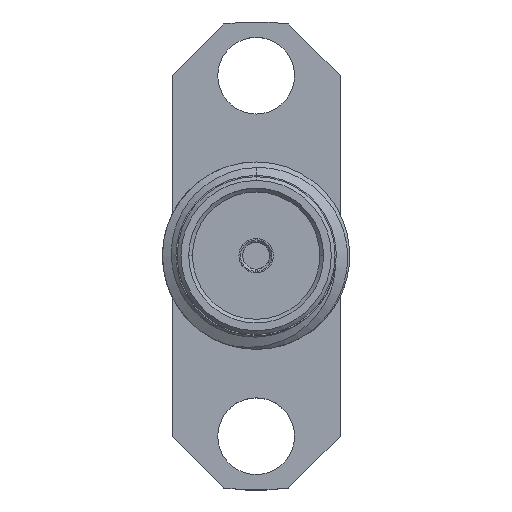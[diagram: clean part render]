
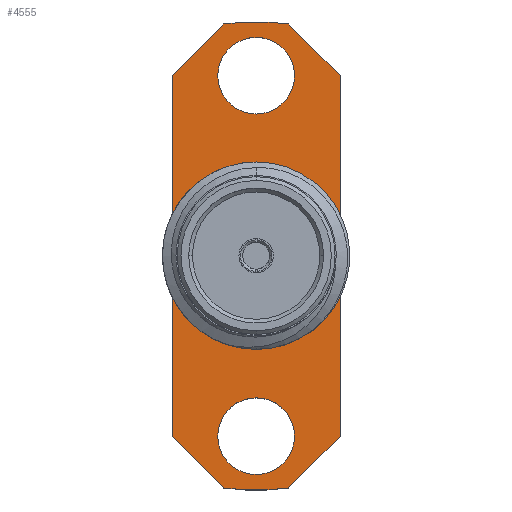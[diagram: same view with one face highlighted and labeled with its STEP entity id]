
A CAD part, top view. The second image highlights one B-rep face of the part: STEP entity #4555.
In plain terms, the highlighted planar face has unit normal (0, 0, 1).
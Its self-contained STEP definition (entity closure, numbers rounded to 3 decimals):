
#36 = AXIS2_PLACEMENT_3D ( 'NONE', #4877, #1441, #2649 ) ;
#70 = VERTEX_POINT ( 'NONE', #4301 ) ;
#74 = CARTESIAN_POINT ( 'NONE',  ( -2.85, 6.11, 0. ) ) ;
#149 = CIRCLE ( 'NONE', #4291, 1.3 ) ;
#169 = CARTESIAN_POINT ( 'NONE',  ( 2.85, -6.11, 0. ) ) ;
#177 = VERTEX_POINT ( 'NONE', #4382 ) ;
#180 = LINE ( 'NONE', #4737, #295 ) ;
#220 = AXIS2_PLACEMENT_3D ( 'NONE', #303, #1836, #2971 ) ;
#256 = CARTESIAN_POINT ( 'NONE',  ( 0., 0., 0. ) ) ;
#295 = VECTOR ( 'NONE', #3605, 1000. ) ;
#303 = CARTESIAN_POINT ( 'NONE',  ( 0., 6.11, 0. ) ) ;
#367 = AXIS2_PLACEMENT_3D ( 'NONE', #3148, #924, #2786 ) ;
#414 = CARTESIAN_POINT ( 'NONE',  ( -1.3, -6.11, 0. ) ) ;
#418 = VERTEX_POINT ( 'NONE', #74 ) ;
#460 = ORIENTED_EDGE ( 'NONE', *, *, #2082, .F. ) ;
#545 = EDGE_CURVE ( 'NONE', #2355, #3119, #4848, .T. ) ;
#561 = VERTEX_POINT ( 'NONE', #913 ) ;
#576 = VERTEX_POINT ( 'NONE', #3529 ) ;
#585 = CARTESIAN_POINT ( 'NONE',  ( 1.096, -7.864, 0. ) ) ;
#614 = EDGE_CURVE ( 'NONE', #3119, #2293, #180, .T. ) ;
#619 = DIRECTION ( 'NONE',  ( 0., 0., 1. ) ) ;
#701 = EDGE_LOOP ( 'NONE', ( #3896, #3878 ) ) ;
#770 = DIRECTION ( 'NONE',  ( -0.707, -0.707, 0. ) ) ;
#819 = LINE ( 'NONE', #3788, #2826 ) ;
#881 = VECTOR ( 'NONE', #770, 1000. ) ;
#913 = CARTESIAN_POINT ( 'NONE',  ( -1.096, -7.864, 0. ) ) ;
#924 = DIRECTION ( 'NONE',  ( 0., 0., 1. ) ) ;
#928 = VERTEX_POINT ( 'NONE', #4247 ) ;
#993 = CIRCLE ( 'NONE', #4833, 7.94 ) ;
#1050 = ORIENTED_EDGE ( 'NONE', *, *, #2135, .T. ) ;
#1115 = DIRECTION ( 'NONE',  ( 1., 0., 0. ) ) ;
#1145 = ORIENTED_EDGE ( 'NONE', *, *, #1724, .F. ) ;
#1262 = CARTESIAN_POINT ( 'NONE',  ( 2.825, 0., 0. ) ) ;
#1368 = ORIENTED_EDGE ( 'NONE', *, *, #3122, .F. ) ;
#1413 = DIRECTION ( 'NONE',  ( 1., 0., 0. ) ) ;
#1441 = DIRECTION ( 'NONE',  ( 0., 0., 1. ) ) ;
#1458 = ORIENTED_EDGE ( 'NONE', *, *, #2236, .F. ) ;
#1528 = AXIS2_PLACEMENT_3D ( 'NONE', #3274, #3994, #2869 ) ;
#1590 = VECTOR ( 'NONE', #2290, 1000. ) ;
#1618 = ORIENTED_EDGE ( 'NONE', *, *, #3493, .F. ) ;
#1724 = EDGE_CURVE ( 'NONE', #70, #2814, #3937, .T. ) ;
#1743 = VERTEX_POINT ( 'NONE', #3294 ) ;
#1836 = DIRECTION ( 'NONE',  ( 0., 0., 1. ) ) ;
#1842 = EDGE_CURVE ( 'NONE', #928, #3116, #149, .T. ) ;
#1941 = CARTESIAN_POINT ( 'NONE',  ( 2.85, -6.11, 0. ) ) ;
#1962 = CARTESIAN_POINT ( 'NONE',  ( 2.85, 6.11, 0. ) ) ;
#1991 = CARTESIAN_POINT ( 'NONE',  ( 0., 0., 0. ) ) ;
#2025 = ORIENTED_EDGE ( 'NONE', *, *, #2961, .T. ) ;
#2042 = ORIENTED_EDGE ( 'NONE', *, *, #2108, .T. ) ;
#2082 = EDGE_CURVE ( 'NONE', #561, #2630, #819, .T. ) ;
#2108 = EDGE_CURVE ( 'NONE', #1743, #576, #993, .T. ) ;
#2135 = EDGE_CURVE ( 'NONE', #576, #418, #3871, .T. ) ;
#2236 = EDGE_CURVE ( 'NONE', #4281, #177, #2531, .T. ) ;
#2245 = CARTESIAN_POINT ( 'NONE',  ( -2.85, -7.411, 0. ) ) ;
#2260 = CIRCLE ( 'NONE', #2627, 1.3 ) ;
#2290 = DIRECTION ( 'NONE',  ( 0.707, -0.707, 0. ) ) ;
#2293 = VERTEX_POINT ( 'NONE', #3513 ) ;
#2355 = VERTEX_POINT ( 'NONE', #585 ) ;
#2380 = ORIENTED_EDGE ( 'NONE', *, *, #545, .T. ) ;
#2394 = CIRCLE ( 'NONE', #4873, 2.825 ) ;
#2440 = FACE_BOUND ( 'NONE', #2975, .T. ) ;
#2531 = CIRCLE ( 'NONE', #367, 2.825 ) ;
#2550 = FACE_BOUND ( 'NONE', #4131, .T. ) ;
#2627 = AXIS2_PLACEMENT_3D ( 'NONE', #3714, #4505, #3036 ) ;
#2630 = VERTEX_POINT ( 'NONE', #3366 ) ;
#2649 = DIRECTION ( 'NONE',  ( 1., 0., 0. ) ) ;
#2786 = DIRECTION ( 'NONE',  ( 1., 0., 0. ) ) ;
#2814 = VERTEX_POINT ( 'NONE', #3525 ) ;
#2826 = VECTOR ( 'NONE', #3474, 1000. ) ;
#2869 = DIRECTION ( 'NONE',  ( 1., 0., 0. ) ) ;
#2874 = CIRCLE ( 'NONE', #4901, 7.94 ) ;
#2911 = DIRECTION ( 'NONE',  ( 0., 0., 1. ) ) ;
#2961 = EDGE_CURVE ( 'NONE', #561, #2355, #2874, .T. ) ;
#2971 = DIRECTION ( 'NONE',  ( 1., 0., 0. ) ) ;
#2975 = EDGE_LOOP ( 'NONE', ( #1145, #4495 ) ) ;
#3036 = DIRECTION ( 'NONE',  ( 1., 0., 0. ) ) ;
#3073 = LINE ( 'NONE', #2245, #3183 ) ;
#3085 = EDGE_LOOP ( 'NONE', ( #2380, #4269, #1368, #2042, #1050, #4029, #460, #2025 ) ) ;
#3116 = VERTEX_POINT ( 'NONE', #414 ) ;
#3119 = VERTEX_POINT ( 'NONE', #1941 ) ;
#3122 = EDGE_CURVE ( 'NONE', #1743, #2293, #4561, .T. ) ;
#3148 = CARTESIAN_POINT ( 'NONE',  ( 0., 0., 0. ) ) ;
#3183 = VECTOR ( 'NONE', #4118, 1000. ) ;
#3207 = DIRECTION ( 'NONE',  ( 0.707, 0.707, 0. ) ) ;
#3256 = CIRCLE ( 'NONE', #220, 1.3 ) ;
#3274 = CARTESIAN_POINT ( 'NONE',  ( 0., 6.11, 0. ) ) ;
#3294 = CARTESIAN_POINT ( 'NONE',  ( 1.096, 7.864, 0. ) ) ;
#3310 = CARTESIAN_POINT ( 'NONE',  ( 0., -6.11, 0. ) ) ;
#3366 = CARTESIAN_POINT ( 'NONE',  ( -2.85, -6.11, 0. ) ) ;
#3421 = FACE_BOUND ( 'NONE', #701, .T. ) ;
#3474 = DIRECTION ( 'NONE',  ( -0.707, 0.707, 0. ) ) ;
#3493 = EDGE_CURVE ( 'NONE', #177, #4281, #2394, .T. ) ;
#3513 = CARTESIAN_POINT ( 'NONE',  ( 2.85, 6.11, 0. ) ) ;
#3525 = CARTESIAN_POINT ( 'NONE',  ( -1.3, 6.11, 0. ) ) ;
#3529 = CARTESIAN_POINT ( 'NONE',  ( -1.096, 7.864, 0. ) ) ;
#3539 = EDGE_CURVE ( 'NONE', #2814, #70, #3256, .T. ) ;
#3605 = DIRECTION ( 'NONE',  ( 0., 1., 0. ) ) ;
#3625 = DIRECTION ( 'NONE',  ( 1., 0., 0. ) ) ;
#3714 = CARTESIAN_POINT ( 'NONE',  ( 0., -6.11, 0. ) ) ;
#3788 = CARTESIAN_POINT ( 'NONE',  ( -2.85, -6.11, 0. ) ) ;
#3871 = LINE ( 'NONE', #4153, #881 ) ;
#3878 = ORIENTED_EDGE ( 'NONE', *, *, #4871, .F. ) ;
#3896 = ORIENTED_EDGE ( 'NONE', *, *, #1842, .F. ) ;
#3937 = CIRCLE ( 'NONE', #1528, 1.3 ) ;
#3994 = DIRECTION ( 'NONE',  ( 0., 0., 1. ) ) ;
#4029 = ORIENTED_EDGE ( 'NONE', *, *, #4606, .T. ) ;
#4118 = DIRECTION ( 'NONE',  ( 0., -1., 0. ) ) ;
#4128 = PLANE ( 'NONE',  #36 ) ;
#4131 = EDGE_LOOP ( 'NONE', ( #1618, #1458 ) ) ;
#4153 = CARTESIAN_POINT ( 'NONE',  ( -2.85, 6.11, 0. ) ) ;
#4171 = DIRECTION ( 'NONE',  ( 1., 0., 0. ) ) ;
#4247 = CARTESIAN_POINT ( 'NONE',  ( 1.3, -6.11, 0. ) ) ;
#4269 = ORIENTED_EDGE ( 'NONE', *, *, #614, .T. ) ;
#4281 = VERTEX_POINT ( 'NONE', #1262 ) ;
#4291 = AXIS2_PLACEMENT_3D ( 'NONE', #3310, #619, #3625 ) ;
#4301 = CARTESIAN_POINT ( 'NONE',  ( 1.3, 6.11, 0. ) ) ;
#4314 = VECTOR ( 'NONE', #3207, 1000. ) ;
#4382 = CARTESIAN_POINT ( 'NONE',  ( -2.825, 0., 0. ) ) ;
#4409 = DIRECTION ( 'NONE',  ( 0., 0., 1. ) ) ;
#4479 = CARTESIAN_POINT ( 'NONE',  ( 0., 0., 0. ) ) ;
#4495 = ORIENTED_EDGE ( 'NONE', *, *, #3539, .F. ) ;
#4505 = DIRECTION ( 'NONE',  ( 0., 0., 1. ) ) ;
#4525 = FACE_OUTER_BOUND ( 'NONE', #3085, .T. ) ;
#4555 = ADVANCED_FACE ( 'NONE', ( #2550, #4525, #3421, #2440 ), #4128, .T. ) ;
#4561 = LINE ( 'NONE', #1962, #1590 ) ;
#4590 = DIRECTION ( 'NONE',  ( 0., 0., 1. ) ) ;
#4606 = EDGE_CURVE ( 'NONE', #418, #2630, #3073, .T. ) ;
#4737 = CARTESIAN_POINT ( 'NONE',  ( 2.85, -7.411, 0. ) ) ;
#4833 = AXIS2_PLACEMENT_3D ( 'NONE', #1991, #4590, #4171 ) ;
#4848 = LINE ( 'NONE', #169, #4314 ) ;
#4871 = EDGE_CURVE ( 'NONE', #3116, #928, #2260, .T. ) ;
#4873 = AXIS2_PLACEMENT_3D ( 'NONE', #256, #2911, #1413 ) ;
#4877 = CARTESIAN_POINT ( 'NONE',  ( 0., 0., 0. ) ) ;
#4901 = AXIS2_PLACEMENT_3D ( 'NONE', #4479, #4409, #1115 ) ;
